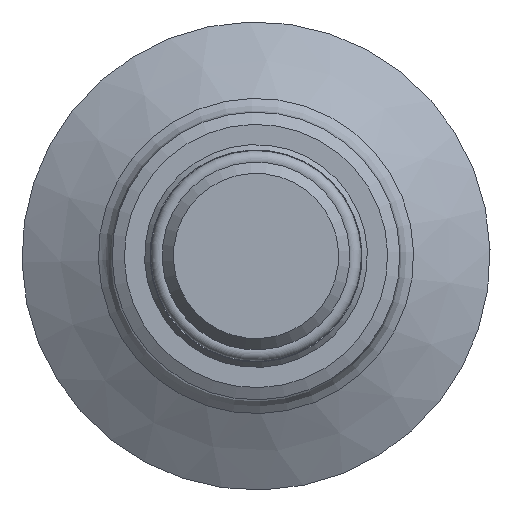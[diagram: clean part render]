
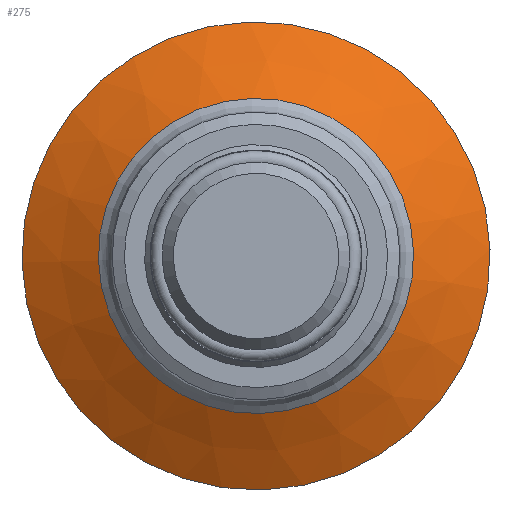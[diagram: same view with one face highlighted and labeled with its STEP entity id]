
A CAD part, left-side view. The second image highlights one B-rep face of the part: STEP entity #275.
In plain terms, the highlighted conical face has half-angle 60 degrees and reference radius 22.581 mm.
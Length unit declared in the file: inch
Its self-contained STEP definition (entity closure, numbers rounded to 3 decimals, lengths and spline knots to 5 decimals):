
#32=CONICAL_SURFACE('',#319,0.889,60.);
#52=FACE_BOUND('',#116,.T.);
#74=FACE_OUTER_BOUND('',#115,.T.);
#115=EDGE_LOOP('',(#222));
#116=EDGE_LOOP('',(#223));
#137=CIRCLE('',#312,1.0625);
#140=CIRCLE('',#318,0.7155);
#158=VERTEX_POINT('',#462);
#161=VERTEX_POINT('',#471);
#179=EDGE_CURVE('',#158,#158,#137,.T.);
#182=EDGE_CURVE('',#161,#161,#140,.T.);
#222=ORIENTED_EDGE('',*,*,#179,.F.);
#223=ORIENTED_EDGE('',*,*,#182,.T.);
#275=ADVANCED_FACE('',(#74,#52),#32,.T.);
#312=AXIS2_PLACEMENT_3D('',#463,#389,#390);
#318=AXIS2_PLACEMENT_3D('',#472,#401,#402);
#319=AXIS2_PLACEMENT_3D('',#473,#403,#404);
#389=DIRECTION('center_axis',(1.,0.,0.));
#390=DIRECTION('ref_axis',(0.,1.,-0.028));
#401=DIRECTION('center_axis',(1.,0.,0.));
#402=DIRECTION('ref_axis',(0.,1.,-0.028));
#403=DIRECTION('center_axis',(1.,0.,0.));
#404=DIRECTION('ref_axis',(0.,1.,-0.028));
#462=CARTESIAN_POINT('',(-0.21541,1.06208,-0.0299));
#463=CARTESIAN_POINT('Origin',(-0.21541,0.,0.));
#471=CARTESIAN_POINT('',(-0.41575,0.71522,-0.02013));
#472=CARTESIAN_POINT('Origin',(-0.41575,0.,
0.));
#473=CARTESIAN_POINT('Origin',(-0.31558,0.,
0.));
